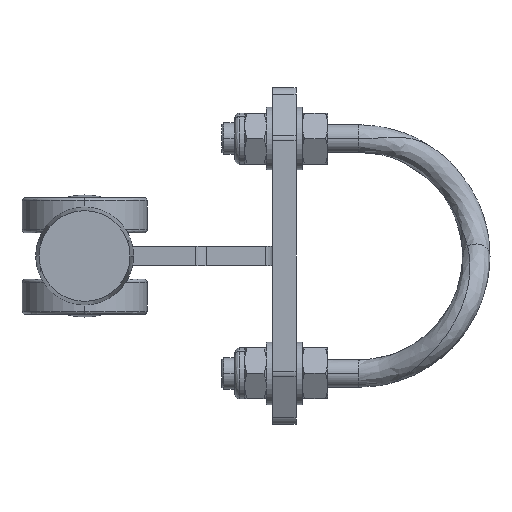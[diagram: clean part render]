
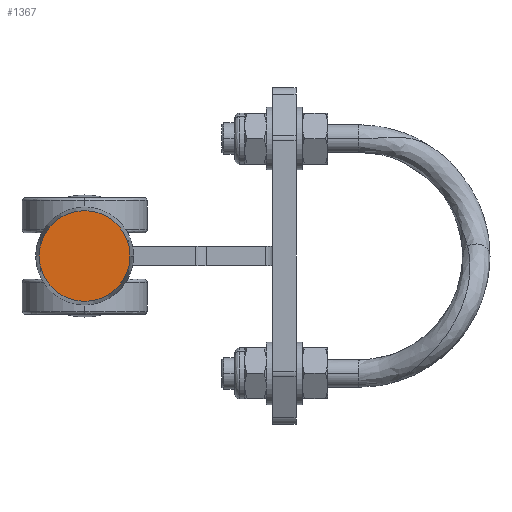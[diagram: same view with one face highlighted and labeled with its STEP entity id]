
A CAD part, left-side view. The second image highlights one B-rep face of the part: STEP entity #1367.
In plain terms, the highlighted planar face has unit normal (-1, 0, 0).
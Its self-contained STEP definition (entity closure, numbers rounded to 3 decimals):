
#1243 = CARTESIAN_POINT ( 'NONE',  ( -80., 48., 0. ) ) ;
#1367 = ADVANCED_FACE ( 'NONE', ( #13535 ), #16192, .F. ) ;
#2929 = CARTESIAN_POINT ( 'NONE',  ( -80., 59.583, 0. ) ) ;
#4185 = DIRECTION ( 'NONE',  ( 0., 1., 0. ) ) ;
#4858 = CARTESIAN_POINT ( 'NONE',  ( -80., 48., 0. ) ) ;
#5715 = EDGE_LOOP ( 'NONE', ( #8306, #6419 ) ) ;
#6419 = ORIENTED_EDGE ( 'NONE', *, *, #10447, .F. ) ;
#7053 = VERTEX_POINT ( 'NONE', #15878 ) ;
#7397 = CIRCLE ( 'NONE', #9851, 11.583 ) ;
#7917 = AXIS2_PLACEMENT_3D ( 'NONE', #4858, #11211, #8644 ) ;
#8298 = EDGE_CURVE ( 'NONE', #12575, #7053, #8436, .T. ) ;
#8306 = ORIENTED_EDGE ( 'NONE', *, *, #8298, .F. ) ;
#8436 = CIRCLE ( 'NONE', #10617, 11.583 ) ;
#8644 = DIRECTION ( 'NONE',  ( 0., 0., -1. ) ) ;
#9851 = AXIS2_PLACEMENT_3D ( 'NONE', #1243, #11831, #4185 ) ;
#10447 = EDGE_CURVE ( 'NONE', #7053, #12575, #7397, .T. ) ;
#10617 = AXIS2_PLACEMENT_3D ( 'NONE', #12140, #13342, #12059 ) ;
#11211 = DIRECTION ( 'NONE',  ( 1., 0., 0. ) ) ;
#11831 = DIRECTION ( 'NONE',  ( 1., 0., 0. ) ) ;
#12059 = DIRECTION ( 'NONE',  ( 0., 1., 0. ) ) ;
#12140 = CARTESIAN_POINT ( 'NONE',  ( -80., 48., 0. ) ) ;
#12575 = VERTEX_POINT ( 'NONE', #2929 ) ;
#13342 = DIRECTION ( 'NONE',  ( 1., 0., 0. ) ) ;
#13535 = FACE_OUTER_BOUND ( 'NONE', #5715, .T. ) ;
#15878 = CARTESIAN_POINT ( 'NONE',  ( -80., 36.417, 0. ) ) ;
#16192 = PLANE ( 'NONE',  #7917 ) ;
